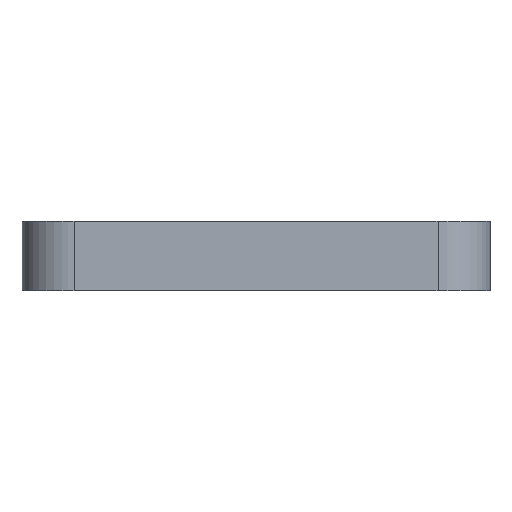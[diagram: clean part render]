
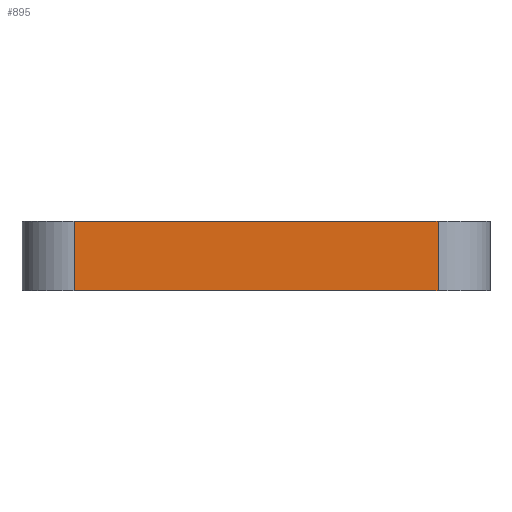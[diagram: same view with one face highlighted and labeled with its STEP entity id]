
A CAD part, front view. The second image highlights one B-rep face of the part: STEP entity #895.
In plain terms, the highlighted planar face has unit normal (0, -1, 0).
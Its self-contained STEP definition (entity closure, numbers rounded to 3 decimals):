
#2 = EDGE_LOOP ( 'NONE', ( #738, #717, #622, #706 ) ) ;
#116 = VERTEX_POINT ( 'NONE', #1014 ) ;
#217 = AXIS2_PLACEMENT_3D ( 'NONE', #433, #407, #403 ) ;
#325 = VECTOR ( 'NONE', #773, 1000. ) ;
#357 = LINE ( 'NONE', #760, #1126 ) ;
#403 = DIRECTION ( 'NONE',  ( 0., 0., 1. ) ) ;
#407 = DIRECTION ( 'NONE',  ( 0., 1., 0. ) ) ;
#423 = PLANE ( 'NONE',  #217 ) ;
#432 = CARTESIAN_POINT ( 'NONE',  ( -6.37, -11.43, 2. ) ) ;
#433 = CARTESIAN_POINT ( 'NONE',  ( 0., -11.43, 2. ) ) ;
#539 = CARTESIAN_POINT ( 'NONE',  ( -6.37, -11.43, -2. ) ) ;
#560 = EDGE_CURVE ( 'NONE', #116, #1246, #729, .T. ) ;
#593 = VECTOR ( 'NONE', #762, 1000. ) ;
#594 = EDGE_CURVE ( 'NONE', #867, #116, #1153, .T. ) ;
#597 = EDGE_CURVE ( 'NONE', #867, #663, #357, .T. ) ;
#602 = EDGE_CURVE ( 'NONE', #663, #1246, #627, .T. ) ;
#622 = ORIENTED_EDGE ( 'NONE', *, *, #594, .F. ) ;
#627 = LINE ( 'NONE', #758, #593 ) ;
#663 = VERTEX_POINT ( 'NONE', #539 ) ;
#706 = ORIENTED_EDGE ( 'NONE', *, *, #597, .T. ) ;
#709 = VECTOR ( 'NONE', #896, 1000. ) ;
#717 = ORIENTED_EDGE ( 'NONE', *, *, #560, .F. ) ;
#729 = LINE ( 'NONE', #908, #709 ) ;
#738 = ORIENTED_EDGE ( 'NONE', *, *, #602, .T. ) ;
#757 = DIRECTION ( 'NONE',  ( 0., 0., -1. ) ) ;
#758 = CARTESIAN_POINT ( 'NONE',  ( 0., -11.43, -2. ) ) ;
#760 = CARTESIAN_POINT ( 'NONE',  ( -6.37, -11.43, 2. ) ) ;
#762 = DIRECTION ( 'NONE',  ( 1., 0., 0. ) ) ;
#773 = DIRECTION ( 'NONE',  ( 1., 0., 0. ) ) ;
#796 = CARTESIAN_POINT ( 'NONE',  ( 0., -11.43, 2. ) ) ;
#867 = VERTEX_POINT ( 'NONE', #432 ) ;
#895 = ADVANCED_FACE ( 'NONE', ( #1199 ), #423, .F. ) ;
#896 = DIRECTION ( 'NONE',  ( 0., 0., -1. ) ) ;
#908 = CARTESIAN_POINT ( 'NONE',  ( 14.626, -11.43, 2. ) ) ;
#975 = CARTESIAN_POINT ( 'NONE',  ( 14.626, -11.43, -2. ) ) ;
#1014 = CARTESIAN_POINT ( 'NONE',  ( 14.626, -11.43, 2. ) ) ;
#1126 = VECTOR ( 'NONE', #757, 1000. ) ;
#1153 = LINE ( 'NONE', #796, #325 ) ;
#1199 = FACE_OUTER_BOUND ( 'NONE', #2, .T. ) ;
#1246 = VERTEX_POINT ( 'NONE', #975 ) ;
